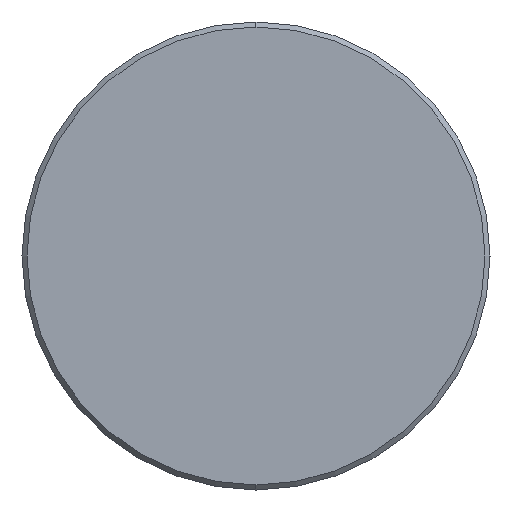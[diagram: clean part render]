
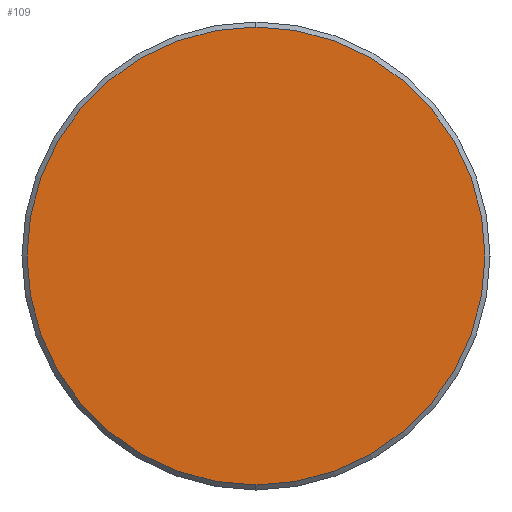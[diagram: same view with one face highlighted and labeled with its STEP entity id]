
A CAD part, left-side view. The second image highlights one B-rep face of the part: STEP entity #109.
In plain terms, the highlighted planar face has unit normal (-1, 0, 0).
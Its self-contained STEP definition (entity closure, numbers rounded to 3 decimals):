
#30 = VERTEX_POINT ( 'NONE', #482 ) ;
#94 = EDGE_CURVE ( 'NONE', #199, #30, #401, .T. ) ;
#109 = ADVANCED_FACE ( 'NONE', ( #486 ), #310, .F. ) ;
#119 = CARTESIAN_POINT ( 'NONE',  ( 0., 0., 0. ) ) ;
#121 = DIRECTION ( 'NONE',  ( 0., 0., 1. ) ) ;
#183 = CARTESIAN_POINT ( 'NONE',  ( 0., 0., 0. ) ) ;
#199 = VERTEX_POINT ( 'NONE', #582 ) ;
#241 = AXIS2_PLACEMENT_3D ( 'NONE', #183, #289, #682 ) ;
#289 = DIRECTION ( 'NONE',  ( -1., 0., 0. ) ) ;
#310 = PLANE ( 'NONE',  #517 ) ;
#323 = EDGE_CURVE ( 'NONE', #30, #199, #685, .T. ) ;
#360 = DIRECTION ( 'NONE',  ( 1., 0., 0. ) ) ;
#401 = CIRCLE ( 'NONE', #241, 13.7 ) ;
#411 = ORIENTED_EDGE ( 'NONE', *, *, #323, .T. ) ;
#482 = CARTESIAN_POINT ( 'NONE',  ( 0., 0., -13.7 ) ) ;
#486 = FACE_OUTER_BOUND ( 'NONE', #678, .T. ) ;
#492 = AXIS2_PLACEMENT_3D ( 'NONE', #119, #494, #121 ) ;
#494 = DIRECTION ( 'NONE',  ( -1., 0., 0. ) ) ;
#517 = AXIS2_PLACEMENT_3D ( 'NONE', #712, #360, #601 ) ;
#526 = ORIENTED_EDGE ( 'NONE', *, *, #94, .T. ) ;
#582 = CARTESIAN_POINT ( 'NONE',  ( 0., 0., 13.7 ) ) ;
#601 = DIRECTION ( 'NONE',  ( 0., 0., -1. ) ) ;
#678 = EDGE_LOOP ( 'NONE', ( #411, #526 ) ) ;
#682 = DIRECTION ( 'NONE',  ( 0., 0., 1. ) ) ;
#685 = CIRCLE ( 'NONE', #492, 13.7 ) ;
#712 = CARTESIAN_POINT ( 'NONE',  ( 0., 0., 0. ) ) ;
